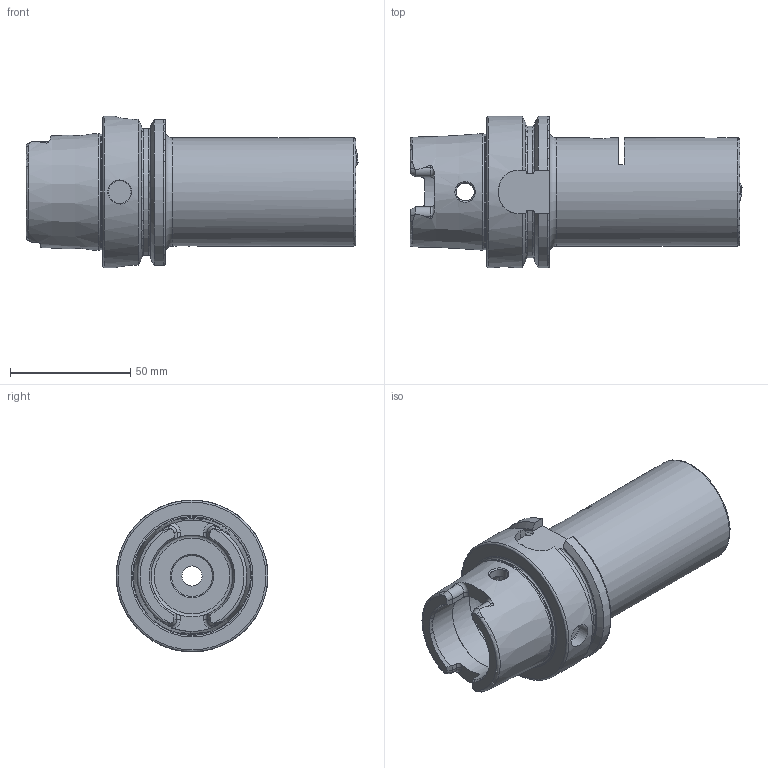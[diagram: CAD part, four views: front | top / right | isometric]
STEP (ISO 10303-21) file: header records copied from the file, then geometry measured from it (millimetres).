
FILE_DESCRIPTION (( 'STEP AP214' ), '1' );
FILE_NAME ('HA6.B12.K21.105.STEP', '2020-08-20T13:36:18', ( '' ), ( '' ), 'SwSTEP 2.0', 'SolidWorks 2017', '' );
FILE_SCHEMA (( 'AUTOMOTIVE_DESIGN' ));
Length unit declared in the file: millimetre
Products named in the file (11): ISO 4027 - M6 x 16_PreviewCfg; KU1-U12.003.010_B; ISO 4762 - M6 x 16_PreviewCfg; KVT_MB_600_060; DIN 3771 - 8x1.5; HA6.B12.K21.105; ISO 4028 - M10 x 16; KU1-U12.002.010_A; KU1-U12.002.010; ISO 4028 - M8 x 16; HA6-B12.K21.105_B
Assembly tree (11 placements, depth 3):
  HA6.B12.K21.105
    HA6-B12.K21.105_B
    ISO 4762 - M6 x 16_PreviewCfg  x2
    ISO 4028 - M10 x 16
    ISO 4028 - M8 x 16
    ISO 4027 - M6 x 16_PreviewCfg
    KVT_MB_600_060
    KU1-U12.002.010
      KU1-U12.003.010_B
      KU1-U12.002.010_A
      DIN 3771 - 8x1.5
Bounding box: 137.85 x 63 x 63 mm (x, y, z)
Volume: 189799.2 mm3; surface area: 46671.2 mm2
Topology: 11 solids, 11 shells, 344 faces, 877 edges, 549 vertices
Faces by surface type: plane 154, cone 74, cylinder 74, torus 29, bspline 10, sphere 3
Full cylindrical faces by diameter (mm): 4 x1, 5 x7, 5.5 x1, 6 x6, 6.4 x2, 6.8 x2, 7 x1, 7.5 x2, 8 x1, 8.4 x1, 8.5 x2, 10 x5, 11 x1, 12 x2, 12.6 x1, 17 x1, 19 x1, 34 x2, 40 x1, 45 x1, 47.941 x1, 63 x1
Entity records: 12112 total; most frequent: CARTESIAN_POINT 4109, DIRECTION 1413, ORIENTED_EDGE 1336, EDGE_CURVE 668, AXIS2_PLACEMENT_3D 589, VERTEX_POINT 470, EDGE_LOOP 448, FACE_OUTER_BOUND 376
